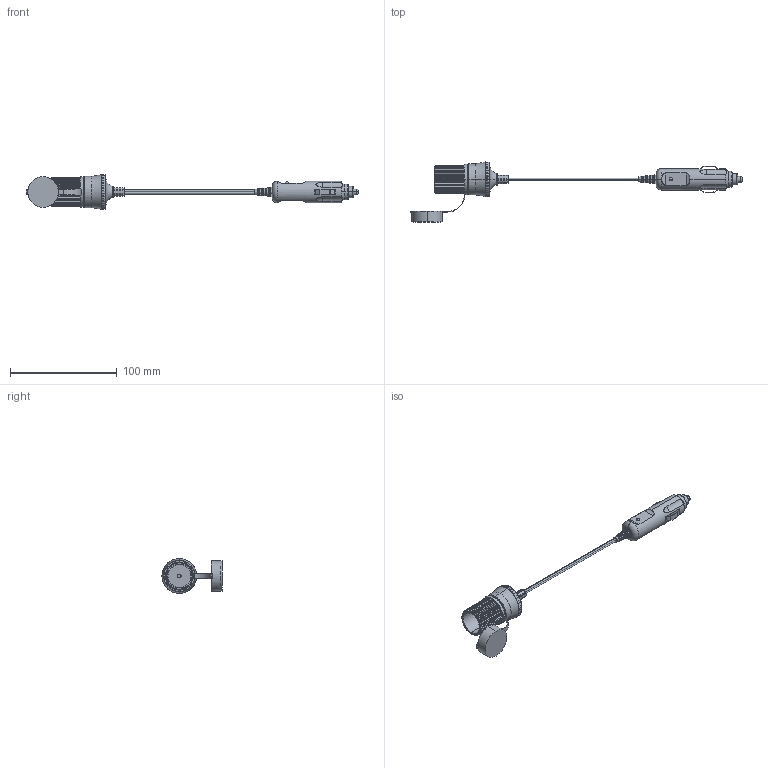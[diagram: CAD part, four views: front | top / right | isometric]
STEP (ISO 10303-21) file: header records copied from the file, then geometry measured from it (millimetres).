
FILE_DESCRIPTION (( 'STEP AP214' ), '1' );
FILE_NAME ('ZA5070.STEP', '2020-02-12T11:33:49', ( '' ), ( '' ), 'SwSTEP 2.0', 'SolidWorks 2017', '' );
FILE_SCHEMA (( 'AUTOMOTIVE_DESIGN' ));
Length unit declared in the file: millimetre
Products named in the file (1): ZA5070
Bounding box: 311.24 x 56.25 x 32.51 mm (x, y, z)
Volume: 35741.8 mm3; surface area: 32663.3 mm2
Topology: 13 solids, 13 shells, 763 faces, 1936 edges, 1209 vertices
Faces by surface type: plane 412, cylinder 228, cone 63, torus 58, sphere 2
Entity records: 32787 total; most frequent: CARTESIAN_POINT 5682, DIRECTION 3967, ORIENTED_EDGE 3864, EDGE_CURVE 1932, AXIS2_PLACEMENT_3D 1539, VERTEX_POINT 1207, LINE 889, VECTOR 889
